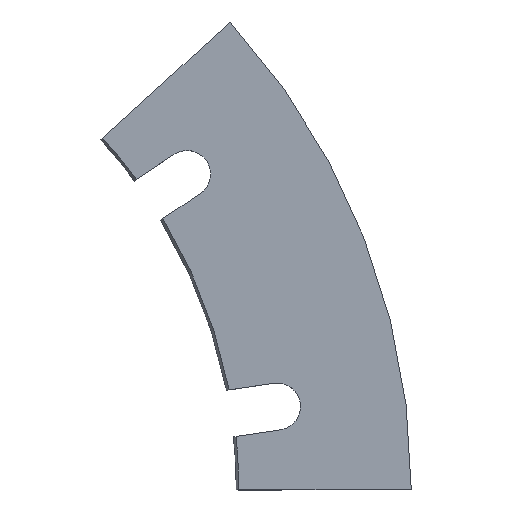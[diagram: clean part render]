
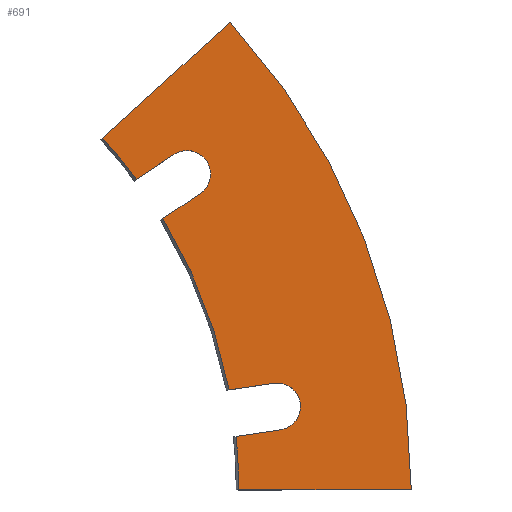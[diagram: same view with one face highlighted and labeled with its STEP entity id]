
A CAD part, top view. The second image highlights one B-rep face of the part: STEP entity #691.
In plain terms, the highlighted planar face has unit normal (0, 0, 1).
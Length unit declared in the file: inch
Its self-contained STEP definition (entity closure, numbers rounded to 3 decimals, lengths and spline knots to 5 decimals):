
#1 = EDGE_CURVE ( 'NONE', #152, #584, #761, .T. ) ;
#7 = VERTEX_POINT ( 'NONE', #125 ) ;
#11 = CARTESIAN_POINT ( 'NONE',  ( 5.91314, 3.77764, 0. ) ) ;
#13 = ORIENTED_EDGE ( 'NONE', *, *, #827, .T. ) ;
#16 = VERTEX_POINT ( 'NONE', #373 ) ;
#19 = ORIENTED_EDGE ( 'NONE', *, *, #433, .T. ) ;
#25 = EDGE_CURVE ( 'NONE', #584, #16, #440, .T. ) ;
#37 = LINE ( 'NONE', #551, #238 ) ;
#38 = LINE ( 'NONE', #486, #341 ) ;
#41 = ORIENTED_EDGE ( 'NONE', *, *, #25, .T. ) ;
#51 = DIRECTION ( 'NONE',  ( 0., 0., 1. ) ) ;
#54 = DIRECTION ( 'NONE',  ( 1., 0., 0. ) ) ;
#57 = VERTEX_POINT ( 'NONE', #362 ) ;
#59 = VERTEX_POINT ( 'NONE', #505 ) ;
#82 = CARTESIAN_POINT ( 'NONE',  ( 5.02856, 3.71161, 0. ) ) ;
#87 = CARTESIAN_POINT ( 'NONE',  ( 6.14772, 5.59567, 0. ) ) ;
#109 = AXIS2_PLACEMENT_3D ( 'NONE', #637, #769, #493 ) ;
#111 = EDGE_CURVE ( 'NONE', #152, #57, #607, .T. ) ;
#125 = CARTESIAN_POINT ( 'NONE',  ( 5.78856, 3.54407, 0. ) ) ;
#128 = ORIENTED_EDGE ( 'NONE', *, *, #408, .F. ) ;
#148 = VERTEX_POINT ( 'NONE', #11 ) ;
#150 = DIRECTION ( 'NONE',  ( 0.74, 0.673, 0. ) ) ;
#152 = VERTEX_POINT ( 'NONE', #256 ) ;
#157 = ORIENTED_EDGE ( 'NONE', *, *, #286, .F. ) ;
#161 = AXIS2_PLACEMENT_3D ( 'NONE', #413, #682, #226 ) ;
#167 = DIRECTION ( 'NONE',  ( -0.83, -0.557, 0. ) ) ;
#169 = DIRECTION ( 'NONE',  ( 1., 0., 0. ) ) ;
#173 = CARTESIAN_POINT ( 'NONE',  ( 5.47522, 4.01121, 0. ) ) ;
#185 = CARTESIAN_POINT ( 'NONE',  ( 6.70777, 0.99728, 0. ) ) ;
#190 = DIRECTION ( 'NONE',  ( 0., 0., -1. ) ) ;
#192 = VERTEX_POINT ( 'NONE', #782 ) ;
#209 = EDGE_CURVE ( 'NONE', #392, #537, #460, .T. ) ;
#215 = CIRCLE ( 'NONE', #329, 0.28125 ) ;
#226 = DIRECTION ( 'NONE',  ( 1., 0., 0. ) ) ;
#227 = AXIS2_PLACEMENT_3D ( 'NONE', #624, #190, #251 ) ;
#232 = AXIS2_PLACEMENT_3D ( 'NONE', #304, #489, #169 ) ;
#238 = VECTOR ( 'NONE', #167, 39.37008 ) ;
#240 = CARTESIAN_POINT ( 'NONE',  ( 0., 0., 0. ) ) ;
#251 = DIRECTION ( 'NONE',  ( 1., 0., 0. ) ) ;
#256 = CARTESIAN_POINT ( 'NONE',  ( 6.74913, 0.71909, 0. ) ) ;
#257 = EDGE_CURVE ( 'NONE', #192, #519, #466, .T. ) ;
#279 = VERTEX_POINT ( 'NONE', #82 ) ;
#280 = DIRECTION ( 'NONE',  ( 1., 0., 0. ) ) ;
#281 = VECTOR ( 'NONE', #150, 39.37008 ) ;
#286 = EDGE_CURVE ( 'NONE', #7, #148, #215, .T. ) ;
#290 = DIRECTION ( 'NONE',  ( 1., 0., 0. ) ) ;
#294 = CARTESIAN_POINT ( 'NONE',  ( 6.66641, 1.27547, 0. ) ) ;
#295 = ORIENTED_EDGE ( 'NONE', *, *, #209, .F. ) ;
#299 = PLANE ( 'NONE',  #377 ) ;
#301 = ORIENTED_EDGE ( 'NONE', *, *, #366, .T. ) ;
#302 = VECTOR ( 'NONE', #729, 39.37008 ) ;
#304 = CARTESIAN_POINT ( 'NONE',  ( 0., 0., 0. ) ) ;
#308 = CIRCLE ( 'NONE', #825, 6.25 ) ;
#309 = FACE_OUTER_BOUND ( 'NONE', #522, .T. ) ;
#318 = CIRCLE ( 'NONE', #803, 0.28125 ) ;
#329 = AXIS2_PLACEMENT_3D ( 'NONE', #745, #606, #290 ) ;
#334 = ORIENTED_EDGE ( 'NONE', *, *, #563, .F. ) ;
#341 = VECTOR ( 'NONE', #363, 39.37008 ) ;
#343 = VERTEX_POINT ( 'NONE', #173 ) ;
#344 = CARTESIAN_POINT ( 'NONE',  ( 8.313, 0., 0. ) ) ;
#362 = CARTESIAN_POINT ( 'NONE',  ( 6.98902, 0.99728, 0. ) ) ;
#363 = DIRECTION ( 'NONE',  ( 1., 0., 0. ) ) ;
#366 = EDGE_CURVE ( 'NONE', #16, #487, #38, .T. ) ;
#368 = DIRECTION ( 'NONE',  ( 0., 0., 1. ) ) ;
#373 = CARTESIAN_POINT ( 'NONE',  ( 6.25, 0., 0. ) ) ;
#377 = AXIS2_PLACEMENT_3D ( 'NONE', #240, #51, #762 ) ;
#392 = VERTEX_POINT ( 'NONE', #294 ) ;
#408 = EDGE_CURVE ( 'NONE', #57, #392, #318, .T. ) ;
#413 = CARTESIAN_POINT ( 'NONE',  ( 5.63189, 3.77764, 0. ) ) ;
#428 = ORIENTED_EDGE ( 'NONE', *, *, #257, .F. ) ;
#430 = VECTOR ( 'NONE', #516, 39.37008 ) ;
#433 = EDGE_CURVE ( 'NONE', #59, #537, #308, .T. ) ;
#438 = CARTESIAN_POINT ( 'NONE',  ( 6.70777, 0.99728, 0. ) ) ;
#440 = CIRCLE ( 'NONE', #227, 6.25 ) ;
#444 = DIRECTION ( 'NONE',  ( 0., 0., 1. ) ) ;
#460 = LINE ( 'NONE', #725, #527 ) ;
#461 = ORIENTED_EDGE ( 'NONE', *, *, #111, .F. ) ;
#463 = CARTESIAN_POINT ( 'NONE',  ( 5.47522, 4.01121, 0. ) ) ;
#466 = LINE ( 'NONE', #734, #281 ) ;
#481 = ORIENTED_EDGE ( 'NONE', *, *, #1, .T. ) ;
#486 = CARTESIAN_POINT ( 'NONE',  ( 6.219, 0., 0. ) ) ;
#487 = VERTEX_POINT ( 'NONE', #344 ) ;
#489 = DIRECTION ( 'NONE',  ( 0., 0., 1. ) ) ;
#493 = DIRECTION ( 'NONE',  ( 1., 0., 0. ) ) ;
#505 = CARTESIAN_POINT ( 'NONE',  ( 5.3419, 3.24447, 0. ) ) ;
#516 = DIRECTION ( 'NONE',  ( -0.989, -0.147, 0. ) ) ;
#519 = VERTEX_POINT ( 'NONE', #87 ) ;
#522 = EDGE_LOOP ( 'NONE', ( #461, #481, #41, #301, #808, #428, #727, #828, #334, #157, #13, #19, #295, #128 ) ) ;
#527 = VECTOR ( 'NONE', #793, 39.37008 ) ;
#530 = CIRCLE ( 'NONE', #232, 8.313 ) ;
#537 = VERTEX_POINT ( 'NONE', #742 ) ;
#551 = CARTESIAN_POINT ( 'NONE',  ( 5.78856, 3.54407, 0. ) ) ;
#563 = EDGE_CURVE ( 'NONE', #148, #343, #633, .T. ) ;
#569 = EDGE_CURVE ( 'NONE', #192, #279, #634, .T. ) ;
#584 = VERTEX_POINT ( 'NONE', #760 ) ;
#602 = LINE ( 'NONE', #463, #302 ) ;
#606 = DIRECTION ( 'NONE',  ( 0., 0., 1. ) ) ;
#607 = CIRCLE ( 'NONE', #750, 0.28125 ) ;
#610 = DIRECTION ( 'NONE',  ( 0., 0., -1. ) ) ;
#624 = CARTESIAN_POINT ( 'NONE',  ( 0., 0., 0. ) ) ;
#633 = CIRCLE ( 'NONE', #161, 0.28125 ) ;
#634 = CIRCLE ( 'NONE', #109, 6.25 ) ;
#637 = CARTESIAN_POINT ( 'NONE',  ( 0., 0., 0. ) ) ;
#652 = EDGE_CURVE ( 'NONE', #487, #519, #530, .T. ) ;
#682 = DIRECTION ( 'NONE',  ( 0., 0., 1. ) ) ;
#691 = ADVANCED_FACE ( 'NONE', ( #309 ), #299, .T. ) ;
#709 = DIRECTION ( 'NONE',  ( 1., 0., 0. ) ) ;
#725 = CARTESIAN_POINT ( 'NONE',  ( 6.66641, 1.27547, 0. ) ) ;
#727 = ORIENTED_EDGE ( 'NONE', *, *, #569, .T. ) ;
#729 = DIRECTION ( 'NONE',  ( -0.83, -0.557, 0. ) ) ;
#734 = CARTESIAN_POINT ( 'NONE',  ( 4.59914, 4.18615, 0. ) ) ;
#742 = CARTESIAN_POINT ( 'NONE',  ( 6.13443, 1.19638, 0. ) ) ;
#745 = CARTESIAN_POINT ( 'NONE',  ( 5.63189, 3.77764, 0. ) ) ;
#750 = AXIS2_PLACEMENT_3D ( 'NONE', #438, #368, #54 ) ;
#760 = CARTESIAN_POINT ( 'NONE',  ( 6.21715, 0.63999, 0. ) ) ;
#761 = LINE ( 'NONE', #766, #430 ) ;
#762 = DIRECTION ( 'NONE',  ( 1., 0., 0. ) ) ;
#766 = CARTESIAN_POINT ( 'NONE',  ( 6.74913, 0.71909, 0. ) ) ;
#769 = DIRECTION ( 'NONE',  ( 0., 0., -1. ) ) ;
#779 = EDGE_CURVE ( 'NONE', #343, #279, #602, .T. ) ;
#782 = CARTESIAN_POINT ( 'NONE',  ( 4.62207, 4.20702, 0. ) ) ;
#793 = DIRECTION ( 'NONE',  ( -0.989, -0.147, 0. ) ) ;
#803 = AXIS2_PLACEMENT_3D ( 'NONE', #185, #444, #709 ) ;
#808 = ORIENTED_EDGE ( 'NONE', *, *, #652, .T. ) ;
#825 = AXIS2_PLACEMENT_3D ( 'NONE', #832, #610, #280 ) ;
#827 = EDGE_CURVE ( 'NONE', #7, #59, #37, .T. ) ;
#828 = ORIENTED_EDGE ( 'NONE', *, *, #779, .F. ) ;
#832 = CARTESIAN_POINT ( 'NONE',  ( 0., 0., 0. ) ) ;
